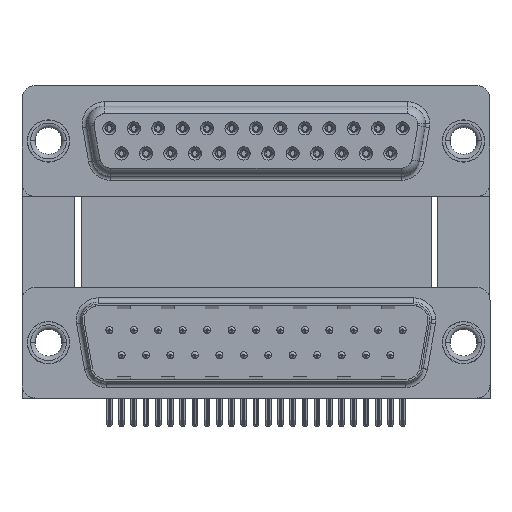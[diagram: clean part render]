
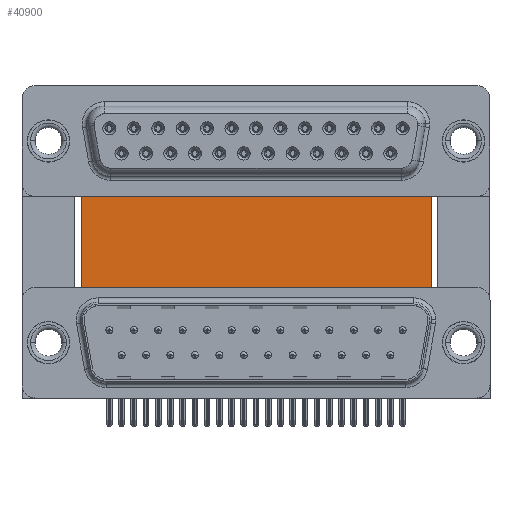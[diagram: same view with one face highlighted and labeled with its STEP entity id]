
A CAD part, top view. The second image highlights one B-rep face of the part: STEP entity #40900.
In plain terms, the highlighted planar face has unit normal (0, 0, 1).
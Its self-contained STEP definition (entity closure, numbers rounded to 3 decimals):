
#560 = EDGE_CURVE ( 'NONE', #25041, #4220, #8543, .T. ) ;
#1077 = ORIENTED_EDGE ( 'NONE', *, *, #30372, .T. ) ;
#4220 = VERTEX_POINT ( 'NONE', #13876 ) ;
#4713 = CARTESIAN_POINT ( 'NONE',  ( 43.43, 16.585, -12. ) ) ;
#5567 = CARTESIAN_POINT ( 'NONE',  ( 3.79, 16.585, -12. ) ) ;
#5673 = EDGE_LOOP ( 'NONE', ( #30544, #30809, #47951, #1077 ) ) ;
#6819 = VERTEX_POINT ( 'NONE', #4713 ) ;
#8543 = LINE ( 'NONE', #42959, #27491 ) ;
#9130 = DIRECTION ( 'NONE',  ( 0., -1., 0. ) ) ;
#9538 = DIRECTION ( 'NONE',  ( 0., -1., 0. ) ) ;
#10334 = DIRECTION ( 'NONE',  ( 1., 0., 0. ) ) ;
#13100 = DIRECTION ( 'NONE',  ( -1., 0., 0. ) ) ;
#13526 = DIRECTION ( 'NONE',  ( 1., 0., 0. ) ) ;
#13876 = CARTESIAN_POINT ( 'NONE',  ( 43.43, -3.735, -12. ) ) ;
#13926 = DIRECTION ( 'NONE',  ( 0., 0., -1. ) ) ;
#17688 = AXIS2_PLACEMENT_3D ( 'NONE', #5567, #13926, #13100 ) ;
#18561 = LINE ( 'NONE', #34944, #28087 ) ;
#18664 = CARTESIAN_POINT ( 'NONE',  ( 3.79, 16.585, -12. ) ) ;
#23643 = LINE ( 'NONE', #18664, #31993 ) ;
#25041 = VERTEX_POINT ( 'NONE', #34341 ) ;
#26146 = FACE_OUTER_BOUND ( 'NONE', #5673, .T. ) ;
#27491 = VECTOR ( 'NONE', #13526, 1000. ) ;
#27976 = CARTESIAN_POINT ( 'NONE',  ( 3.79, 16.585, -12. ) ) ;
#28087 = VECTOR ( 'NONE', #9130, 1000. ) ;
#28670 = EDGE_CURVE ( 'NONE', #33816, #6819, #23643, .T. ) ;
#30372 = EDGE_CURVE ( 'NONE', #33816, #25041, #44222, .T. ) ;
#30544 = ORIENTED_EDGE ( 'NONE', *, *, #560, .T. ) ;
#30809 = ORIENTED_EDGE ( 'NONE', *, *, #39335, .F. ) ;
#31993 = VECTOR ( 'NONE', #10334, 1000. ) ;
#33816 = VERTEX_POINT ( 'NONE', #27976 ) ;
#34341 = CARTESIAN_POINT ( 'NONE',  ( 3.79, -3.735, -12. ) ) ;
#34944 = CARTESIAN_POINT ( 'NONE',  ( 43.43, 16.585, -12. ) ) ;
#35650 = VECTOR ( 'NONE', #9538, 1000. ) ;
#39335 = EDGE_CURVE ( 'NONE', #6819, #4220, #18561, .T. ) ;
#40900 = ADVANCED_FACE ( 'NONE', ( #26146 ), #46969, .F. ) ;
#42959 = CARTESIAN_POINT ( 'NONE',  ( 3.79, -3.735, -12. ) ) ;
#43677 = CARTESIAN_POINT ( 'NONE',  ( 3.79, 16.585, -12. ) ) ;
#44222 = LINE ( 'NONE', #43677, #35650 ) ;
#46969 = PLANE ( 'NONE',  #17688 ) ;
#47951 = ORIENTED_EDGE ( 'NONE', *, *, #28670, .F. ) ;
